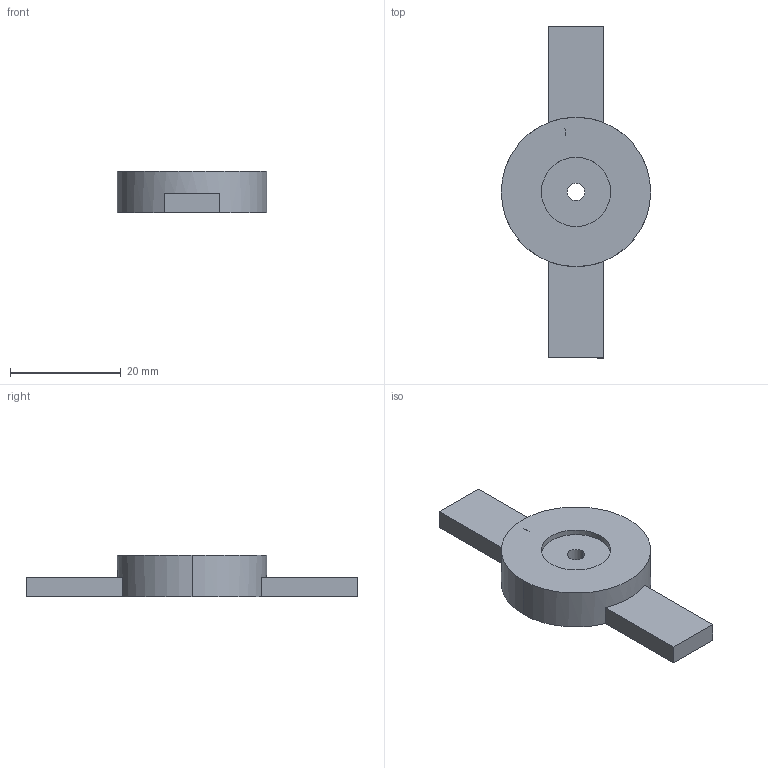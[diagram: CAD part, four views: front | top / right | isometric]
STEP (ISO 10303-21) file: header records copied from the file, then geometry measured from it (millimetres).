
FILE_DESCRIPTION (( 'STEP AP214' ), '1' );
FILE_NAME ('derailleur-separate-no-ramps.STEP', '2026-01-08T20:11:02', ( '' ), ( '' ), 'SwSTEP 2.0', 'SolidWorks 2025', '' );
FILE_SCHEMA (( 'AUTOMOTIVE_DESIGN' ));
Length unit declared in the file: millimetre
Products named in the file (1): derailleur-separate-no-ramps
Bounding box: 27 x 60 x 7.5 mm (x, y, z)
Volume: 5120.3 mm3; surface area: 2848.2 mm2
Topology: 1 solids, 1 shells, 21 faces, 52 edges, 36 vertices
Faces by surface type: plane 12, cylinder 8, bspline 1
Entity records: 698 total; most frequent: CARTESIAN_POINT 152, DIRECTION 111, ORIENTED_EDGE 104, EDGE_CURVE 52, AXIS2_PLACEMENT_3D 41, VERTEX_POINT 36, VECTOR 29, LINE 29
